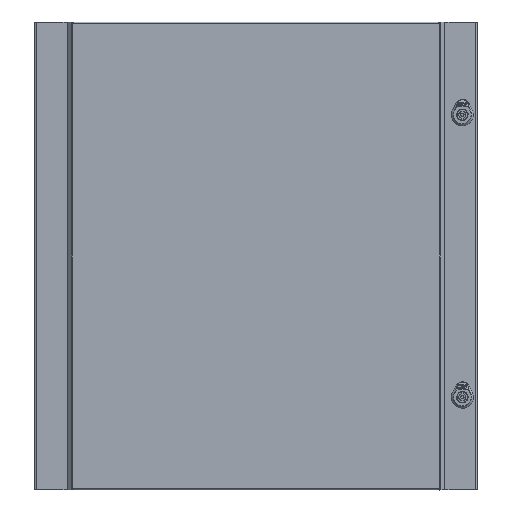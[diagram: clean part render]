
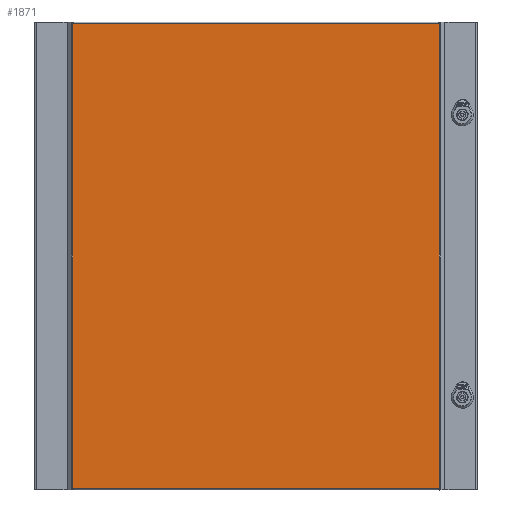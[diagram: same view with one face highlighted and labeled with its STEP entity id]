
A CAD part, front view. The second image highlights one B-rep face of the part: STEP entity #1871.
In plain terms, the highlighted face is planar.
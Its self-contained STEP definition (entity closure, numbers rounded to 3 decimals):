
#1871=ADVANCED_FACE('F93',(#2634),#2296,.T.);
#2296=PLANE('',#10003);
#2634=FACE_OUTER_BOUND('',#3093,.T.);
#3093=EDGE_LOOP('',(#4396,#4397,#4398,#4399,#4400,#4401,#4402,#4403));
#3527=B_SPLINE_CURVE_WITH_KNOTS('',1,(#13915,#13916),.UNSPECIFIED.,.F.,
 .F.,(2,2),(0.,1.),.UNSPECIFIED.);
#3529=B_SPLINE_CURVE_WITH_KNOTS('',1,(#13948,#13949),.UNSPECIFIED.,.F.,
 .F.,(2,2),(0.,1.),.UNSPECIFIED.);
#4396=ORIENTED_EDGE('',*,*,#7352,.F.);
#4397=ORIENTED_EDGE('',*,*,#7353,.T.);
#4398=ORIENTED_EDGE('',*,*,#7351,.T.);
#4399=ORIENTED_EDGE('',*,*,#7338,.T.);
#4400=ORIENTED_EDGE('',*,*,#7263,.F.);
#4401=ORIENTED_EDGE('',*,*,#7327,.T.);
#4402=ORIENTED_EDGE('',*,*,#7309,.T.);
#4403=ORIENTED_EDGE('',*,*,#7354,.T.);
#6335=VERTEX_POINT('',#13680);
#6336=VERTEX_POINT('',#13682);
#6364=VERTEX_POINT('',#13848);
#6365=VERTEX_POINT('',#13850);
#6376=VERTEX_POINT('',#13917);
#6383=VERTEX_POINT('',#13939);
#6384=VERTEX_POINT('',#13945);
#6385=VERTEX_POINT('',#13946);
#7263=EDGE_CURVE('E269',#6335,#6336,#8399,.T.);
#7309=EDGE_CURVE('E258',#6365,#6364,#8421,.T.);
#7327=EDGE_CURVE('E391',#6335,#6365,#8430,.T.);
#7338=EDGE_CURVE('E390',#6376,#6336,#3527,.T.);
#7351=EDGE_CURVE('E266',#6383,#6376,#8439,.T.);
#7352=EDGE_CURVE('E273',#6384,#6385,#8440,.T.);
#7353=EDGE_CURVE('E389',#6384,#6383,#8441,.T.);
#7354=EDGE_CURVE('E392',#6364,#6385,#3529,.T.);
#8399=LINE('',#13681,#9203);
#8421=LINE('',#13849,#9225);
#8430=LINE('',#13891,#9234);
#8439=LINE('',#13942,#9243);
#8440=LINE('',#13944,#9244);
#8441=LINE('',#13947,#9245);
#9203=VECTOR('',#11051,1.);
#9225=VECTOR('',#11111,1.);
#9234=VECTOR('',#11158,1.);
#9243=VECTOR('',#11205,1.);
#9244=VECTOR('',#11208,1.);
#9245=VECTOR('',#11209,1.);
#10003=AXIS2_PLACEMENT_3D('',#13950,#11210,#11211);
#11051=DIRECTION('',(0.,0.,1.));
#11111=DIRECTION('',(-1.,0.,0.));
#11158=DIRECTION('',(-1.,0.,0.));
#11205=DIRECTION('',(1.,0.,0.));
#11208=DIRECTION('',(0.,0.,-1.));
#11209=DIRECTION('',(1.,0.,0.));
#11210=DIRECTION('',(0.,1.,0.));
#11211=DIRECTION('',(0.,0.,-1.));
#13680=CARTESIAN_POINT('',(40.947,-6.15,2.3));
#13681=CARTESIAN_POINT('',(40.947,-6.15,0.));
#13682=CARTESIAN_POINT('',(40.947,-6.15,703.7));
#13848=CARTESIAN_POINT('',(-511.515,-6.15,2.3));
#13849=CARTESIAN_POINT('',(-511.977,-6.15,2.3));
#13850=CARTESIAN_POINT('',(40.485,-6.15,2.3));
#13891=CARTESIAN_POINT('',(40.947,-6.15,2.3));
#13915=CARTESIAN_POINT('',(40.485,-6.15,703.7));
#13916=CARTESIAN_POINT('',(40.947,-6.15,703.7));
#13917=CARTESIAN_POINT('',(40.485,-6.15,703.7));
#13939=CARTESIAN_POINT('',(-511.515,-6.15,703.7));
#13942=CARTESIAN_POINT('',(-511.977,-6.15,703.7));
#13944=CARTESIAN_POINT('',(-511.977,-6.15,0.));
#13945=CARTESIAN_POINT('',(-511.977,-6.15,703.7));
#13946=CARTESIAN_POINT('',(-511.977,-6.15,2.3));
#13947=CARTESIAN_POINT('',(-511.977,-6.15,703.7));
#13948=CARTESIAN_POINT('',(-511.515,-6.15,2.3));
#13949=CARTESIAN_POINT('',(-511.977,-6.15,2.3));
#13950=CARTESIAN_POINT('',(-511.977,-6.15,2.3));
